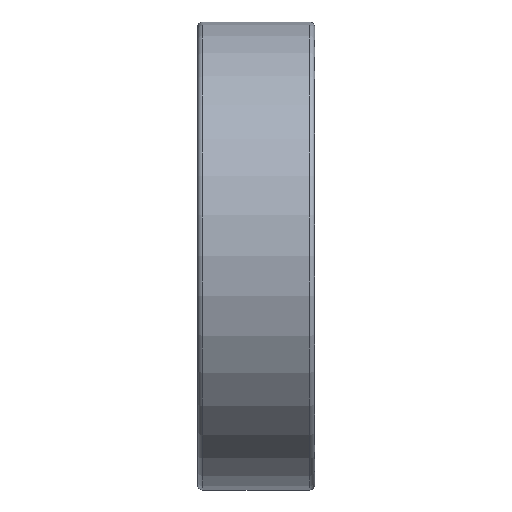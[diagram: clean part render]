
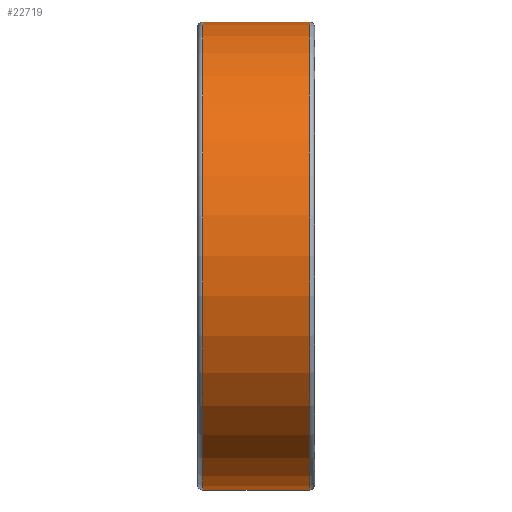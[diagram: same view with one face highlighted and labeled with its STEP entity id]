
A CAD part, top view. The second image highlights one B-rep face of the part: STEP entity #22719.
In plain terms, the highlighted cylindrical face has radius 14 mm (diameter 28 mm), a partial arc.
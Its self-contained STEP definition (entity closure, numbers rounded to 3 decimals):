
#12074=DIRECTION('',(-1.,0.,0.));
#12075=VECTOR('',#12074,6.4);
#12076=CARTESIAN_POINT('',(3.2,14.,0.));
#12077=LINE('',#12076,#12075);
#12081=DIRECTION('',(-1.,0.,0.));
#12082=VECTOR('',#12081,6.4);
#12083=CARTESIAN_POINT('',(3.2,-14.,0.));
#12084=LINE('',#12083,#12082);
#12096=CARTESIAN_POINT('',(3.2,0.,0.));
#12097=DIRECTION('',(1.,0.,0.));
#12098=DIRECTION('',(0.,1.,0.));
#12099=AXIS2_PLACEMENT_3D('',#12096,#12097,#12098);
#12104=CARTESIAN_POINT('',(-3.2,0.,0.));
#12105=DIRECTION('',(1.,0.,0.));
#12106=DIRECTION('',(0.,1.,0.));
#12107=AXIS2_PLACEMENT_3D('',#12104,#12105,#12106);
#19479=CARTESIAN_POINT('',(3.2,14.,0.));
#19480=CARTESIAN_POINT('',(-3.2,14.,0.));
#19481=VERTEX_POINT('',#19479);
#19482=VERTEX_POINT('',#19480);
#19491=CARTESIAN_POINT('',(3.2,-14.,0.));
#19492=CARTESIAN_POINT('',(-3.2,-14.,0.));
#19493=VERTEX_POINT('',#19491);
#19494=VERTEX_POINT('',#19492);
#22707=CARTESIAN_POINT('',(-3.85,0.,0.));
#22708=DIRECTION('',(1.,0.,0.));
#22709=DIRECTION('',(0.,-1.,0.));
#22710=AXIS2_PLACEMENT_3D('',#22707,#22708,#22709);
#22711=CYLINDRICAL_SURFACE('',#22710,14.);
#22712=ORIENTED_EDGE('',*,*,#22697,.F.);
#22713=ORIENTED_EDGE('',*,*,#22674,.T.);
#22714=ORIENTED_EDGE('',*,*,#22701,.T.);
#22716=ORIENTED_EDGE('',*,*,#22715,.F.);
#22717=EDGE_LOOP('',(#22712,#22713,#22714,#22716));
#22718=FACE_OUTER_BOUND('',#22717,.F.);
#12100=CIRCLE('',#12099,14.);
#12108=CIRCLE('',#12107,14.);
#22674=EDGE_CURVE('',#19481,#19493,#12100,.T.);
#22697=EDGE_CURVE('',#19481,#19482,#12077,.T.);
#22701=EDGE_CURVE('',#19493,#19494,#12084,.T.);
#22715=EDGE_CURVE('',#19482,#19494,#12108,.T.);
#22719=ADVANCED_FACE('',(#22718),#22711,.T.);
